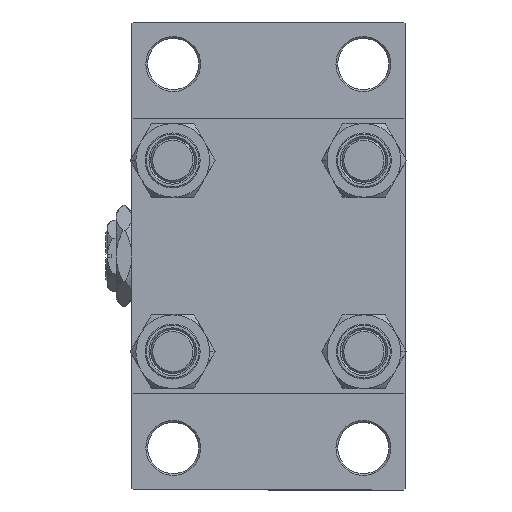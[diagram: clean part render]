
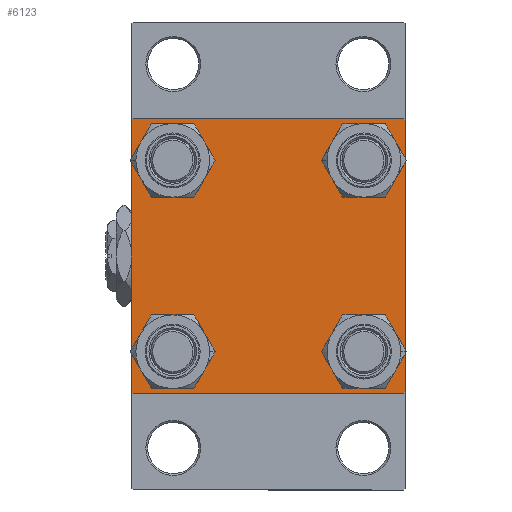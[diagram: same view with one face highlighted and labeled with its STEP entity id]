
A CAD part, left-side view. The second image highlights one B-rep face of the part: STEP entity #6123.
In plain terms, the highlighted planar face has unit normal (-1, 0, 0).
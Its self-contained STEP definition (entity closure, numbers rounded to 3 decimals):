
#86 = VERTEX_POINT ( 'NONE', #1555 ) ;
#113 = VERTEX_POINT ( 'NONE', #39575 ) ;
#265 = VECTOR ( 'NONE', #12513, 1000. ) ;
#360 = LINE ( 'NONE', #48020, #50693 ) ;
#438 = LINE ( 'NONE', #28991, #19449 ) ;
#883 = DIRECTION ( 'NONE',  ( 1., 0., 0. ) ) ;
#980 = CIRCLE ( 'NONE', #27195, 6.5 ) ;
#1555 = CARTESIAN_POINT ( 'NONE',  ( 0., 37., -37.5 ) ) ;
#1673 = ORIENTED_EDGE ( 'NONE', *, *, #48842, .T. ) ;
#1687 = VECTOR ( 'NONE', #38306, 1000. ) ;
#1849 = CARTESIAN_POINT ( 'NONE',  ( 0., 37.5, 37.5 ) ) ;
#1999 = ORIENTED_EDGE ( 'NONE', *, *, #28416, .T. ) ;
#2158 = FACE_BOUND ( 'NONE', #23462, .T. ) ;
#2672 = EDGE_CURVE ( 'NONE', #8782, #31130, #40998, .T. ) ;
#2814 = CARTESIAN_POINT ( 'NONE',  ( 0., 26.15, -26.15 ) ) ;
#3342 = DIRECTION ( 'NONE',  ( 0., -0.707, 0.707 ) ) ;
#4244 = DIRECTION ( 'NONE',  ( 0., 0., 1. ) ) ;
#4628 = FACE_BOUND ( 'NONE', #44906, .T. ) ;
#4883 = PLANE ( 'NONE',  #24236 ) ;
#6000 = EDGE_CURVE ( 'NONE', #17490, #52025, #10612, .T. ) ;
#6123 = ADVANCED_FACE ( 'NONE', ( #4628, #12566, #8859, #2158, #6132 ), #4883, .T. ) ;
#6132 = FACE_OUTER_BOUND ( 'NONE', #21267, .T. ) ;
#6290 = LINE ( 'NONE', #46261, #1687 ) ;
#6374 = ORIENTED_EDGE ( 'NONE', *, *, #16333, .T. ) ;
#6410 = CARTESIAN_POINT ( 'NONE',  ( 0., -37.25, 37.25 ) ) ;
#6913 = CARTESIAN_POINT ( 'NONE',  ( 0., 26.15, 26.15 ) ) ;
#7607 = CARTESIAN_POINT ( 'NONE',  ( 0., -37., 37.5 ) ) ;
#7778 = CARTESIAN_POINT ( 'NONE',  ( 0., -26.15, 32.65 ) ) ;
#7798 = VERTEX_POINT ( 'NONE', #32421 ) ;
#8022 = CARTESIAN_POINT ( 'NONE',  ( 0., -26.15, 19.65 ) ) ;
#8486 = VECTOR ( 'NONE', #47167, 1000. ) ;
#8600 = DIRECTION ( 'NONE',  ( 0., 0., 1. ) ) ;
#8607 = AXIS2_PLACEMENT_3D ( 'NONE', #2814, #47545, #23192 ) ;
#8782 = VERTEX_POINT ( 'NONE', #8022 ) ;
#8859 = FACE_BOUND ( 'NONE', #15485, .T. ) ;
#9109 = DIRECTION ( 'NONE',  ( 0., 0., 1. ) ) ;
#9284 = EDGE_CURVE ( 'NONE', #50379, #11393, #32422, .T. ) ;
#9309 = VECTOR ( 'NONE', #12143, 1000. ) ;
#9829 = ORIENTED_EDGE ( 'NONE', *, *, #30542, .T. ) ;
#10232 = CARTESIAN_POINT ( 'NONE',  ( 0., 26.15, -19.65 ) ) ;
#10523 = ORIENTED_EDGE ( 'NONE', *, *, #37031, .T. ) ;
#10612 = CIRCLE ( 'NONE', #36079, 6.5 ) ;
#11393 = VERTEX_POINT ( 'NONE', #33097 ) ;
#11554 = VECTOR ( 'NONE', #3342, 1000. ) ;
#11732 = VECTOR ( 'NONE', #30149, 1000. ) ;
#11915 = VERTEX_POINT ( 'NONE', #7607 ) ;
#12143 = DIRECTION ( 'NONE',  ( 0., 0., -1. ) ) ;
#12174 = ORIENTED_EDGE ( 'NONE', *, *, #51810, .T. ) ;
#12513 = DIRECTION ( 'NONE',  ( 0., -1., 0. ) ) ;
#12566 = FACE_BOUND ( 'NONE', #25147, .T. ) ;
#12578 = CARTESIAN_POINT ( 'NONE',  ( 0., -26.15, -26.15 ) ) ;
#12632 = CIRCLE ( 'NONE', #19409, 6.5 ) ;
#12938 = VERTEX_POINT ( 'NONE', #24782 ) ;
#14906 = EDGE_CURVE ( 'NONE', #19364, #11915, #17740, .T. ) ;
#14957 = CIRCLE ( 'NONE', #52133, 6.5 ) ;
#15041 = CARTESIAN_POINT ( 'NONE',  ( 0., 37., 37.5 ) ) ;
#15485 = EDGE_LOOP ( 'NONE', ( #1673, #10523 ) ) ;
#15644 = DIRECTION ( 'NONE',  ( 1., 0., 0. ) ) ;
#15956 = EDGE_CURVE ( 'NONE', #12938, #86, #360, .T. ) ;
#15985 = CARTESIAN_POINT ( 'NONE',  ( 0., 26.15, 32.65 ) ) ;
#16333 = EDGE_CURVE ( 'NONE', #19364, #113, #6290, .T. ) ;
#16507 = AXIS2_PLACEMENT_3D ( 'NONE', #48525, #883, #40844 ) ;
#16536 = EDGE_CURVE ( 'NONE', #48883, #11393, #438, .T. ) ;
#16578 = DIRECTION ( 'NONE',  ( 0., 0., -1. ) ) ;
#16933 = VERTEX_POINT ( 'NONE', #15985 ) ;
#17211 = EDGE_CURVE ( 'NONE', #113, #12938, #48923, .T. ) ;
#17431 = ORIENTED_EDGE ( 'NONE', *, *, #9284, .T. ) ;
#17490 = VERTEX_POINT ( 'NONE', #33737 ) ;
#17740 = LINE ( 'NONE', #1849, #11732 ) ;
#19364 = VERTEX_POINT ( 'NONE', #15041 ) ;
#19409 = AXIS2_PLACEMENT_3D ( 'NONE', #6913, #20121, #44220 ) ;
#19449 = VECTOR ( 'NONE', #16578, 1000. ) ;
#19732 = DIRECTION ( 'NONE',  ( 1., 0., 0. ) ) ;
#20121 = DIRECTION ( 'NONE',  ( 1., 0., 0. ) ) ;
#21267 = EDGE_LOOP ( 'NONE', ( #35012, #37869, #12174, #17431, #23990, #9829, #35087, #6374 ) ) ;
#21380 = CARTESIAN_POINT ( 'NONE',  ( 0., 37.5, 37.5 ) ) ;
#22000 = CARTESIAN_POINT ( 'NONE',  ( 0., 26.15, -26.15 ) ) ;
#22014 = EDGE_CURVE ( 'NONE', #31130, #8782, #14957, .T. ) ;
#22265 = DIRECTION ( 'NONE',  ( 1., 0., 0. ) ) ;
#23192 = DIRECTION ( 'NONE',  ( 0., 0., 1. ) ) ;
#23462 = EDGE_LOOP ( 'NONE', ( #1999, #37020 ) ) ;
#23920 = DIRECTION ( 'NONE',  ( 0., -0.707, -0.707 ) ) ;
#23990 = ORIENTED_EDGE ( 'NONE', *, *, #16536, .F. ) ;
#24236 = AXIS2_PLACEMENT_3D ( 'NONE', #28696, #46622, #8600 ) ;
#24660 = CIRCLE ( 'NONE', #8607, 6.5 ) ;
#24782 = CARTESIAN_POINT ( 'NONE',  ( 0., 37.5, -37. ) ) ;
#25147 = EDGE_LOOP ( 'NONE', ( #37210, #34584 ) ) ;
#25256 = DIRECTION ( 'NONE',  ( 0., 0., 1. ) ) ;
#27195 = AXIS2_PLACEMENT_3D ( 'NONE', #39725, #15644, #4244 ) ;
#27211 = CIRCLE ( 'NONE', #50037, 6.5 ) ;
#27409 = DIRECTION ( 'NONE',  ( 0., 0., 1. ) ) ;
#28122 = LINE ( 'NONE', #44287, #265 ) ;
#28416 = EDGE_CURVE ( 'NONE', #16933, #7798, #12632, .T. ) ;
#28696 = CARTESIAN_POINT ( 'NONE',  ( 0., 0., 0. ) ) ;
#28705 = DIRECTION ( 'NONE',  ( 1., 0., 0. ) ) ;
#28952 = CARTESIAN_POINT ( 'NONE',  ( 0., -26.15, 26.15 ) ) ;
#28991 = CARTESIAN_POINT ( 'NONE',  ( 0., -37.5, 37.5 ) ) ;
#29958 = EDGE_CURVE ( 'NONE', #52025, #17490, #39777, .T. ) ;
#30149 = DIRECTION ( 'NONE',  ( 0., -1., 0. ) ) ;
#30542 = EDGE_CURVE ( 'NONE', #48883, #11915, #42927, .T. ) ;
#31130 = VERTEX_POINT ( 'NONE', #7778 ) ;
#31390 = CARTESIAN_POINT ( 'NONE',  ( 0., -37.25, -37.25 ) ) ;
#32135 = ORIENTED_EDGE ( 'NONE', *, *, #22014, .T. ) ;
#32421 = CARTESIAN_POINT ( 'NONE',  ( 0., 26.15, 19.65 ) ) ;
#32422 = LINE ( 'NONE', #31390, #11554 ) ;
#33087 = CARTESIAN_POINT ( 'NONE',  ( 0., -26.15, -32.65 ) ) ;
#33097 = CARTESIAN_POINT ( 'NONE',  ( 0., -37.5, -37. ) ) ;
#33737 = CARTESIAN_POINT ( 'NONE',  ( 0., -26.15, -19.65 ) ) ;
#34584 = ORIENTED_EDGE ( 'NONE', *, *, #29958, .T. ) ;
#35012 = ORIENTED_EDGE ( 'NONE', *, *, #17211, .T. ) ;
#35087 = ORIENTED_EDGE ( 'NONE', *, *, #14906, .F. ) ;
#36079 = AXIS2_PLACEMENT_3D ( 'NONE', #48059, #19732, #27409 ) ;
#37020 = ORIENTED_EDGE ( 'NONE', *, *, #48255, .T. ) ;
#37031 = EDGE_CURVE ( 'NONE', #41072, #39705, #27211, .T. ) ;
#37210 = ORIENTED_EDGE ( 'NONE', *, *, #6000, .T. ) ;
#37513 = CARTESIAN_POINT ( 'NONE',  ( 0., 26.15, -32.65 ) ) ;
#37869 = ORIENTED_EDGE ( 'NONE', *, *, #15956, .T. ) ;
#38045 = CARTESIAN_POINT ( 'NONE',  ( 0., -37., -37.5 ) ) ;
#38306 = DIRECTION ( 'NONE',  ( 0., 0.707, -0.707 ) ) ;
#39068 = CARTESIAN_POINT ( 'NONE',  ( 0., -37.5, 37. ) ) ;
#39575 = CARTESIAN_POINT ( 'NONE',  ( 0., 37.5, 37. ) ) ;
#39705 = VERTEX_POINT ( 'NONE', #10232 ) ;
#39725 = CARTESIAN_POINT ( 'NONE',  ( 0., 26.15, 26.15 ) ) ;
#39777 = CIRCLE ( 'NONE', #41463, 6.5 ) ;
#40844 = DIRECTION ( 'NONE',  ( 0., 0., 1. ) ) ;
#40998 = CIRCLE ( 'NONE', #16507, 6.5 ) ;
#41072 = VERTEX_POINT ( 'NONE', #37513 ) ;
#41463 = AXIS2_PLACEMENT_3D ( 'NONE', #12578, #28705, #25256 ) ;
#41859 = DIRECTION ( 'NONE',  ( 0., 0., 1. ) ) ;
#42927 = LINE ( 'NONE', #6410, #8486 ) ;
#44220 = DIRECTION ( 'NONE',  ( 0., 0., 1. ) ) ;
#44287 = CARTESIAN_POINT ( 'NONE',  ( 0., 37.5, -37.5 ) ) ;
#44906 = EDGE_LOOP ( 'NONE', ( #32135, #45042 ) ) ;
#45042 = ORIENTED_EDGE ( 'NONE', *, *, #2672, .T. ) ;
#46261 = CARTESIAN_POINT ( 'NONE',  ( 0., 37.25, 37.25 ) ) ;
#46622 = DIRECTION ( 'NONE',  ( -1., 0., 0. ) ) ;
#47167 = DIRECTION ( 'NONE',  ( 0., 0.707, 0.707 ) ) ;
#47545 = DIRECTION ( 'NONE',  ( 1., 0., 0. ) ) ;
#48020 = CARTESIAN_POINT ( 'NONE',  ( 0., 37.25, -37.25 ) ) ;
#48059 = CARTESIAN_POINT ( 'NONE',  ( 0., -26.15, -26.15 ) ) ;
#48255 = EDGE_CURVE ( 'NONE', #7798, #16933, #980, .T. ) ;
#48525 = CARTESIAN_POINT ( 'NONE',  ( 0., -26.15, 26.15 ) ) ;
#48842 = EDGE_CURVE ( 'NONE', #39705, #41072, #24660, .T. ) ;
#48883 = VERTEX_POINT ( 'NONE', #39068 ) ;
#48923 = LINE ( 'NONE', #21380, #9309 ) ;
#49090 = DIRECTION ( 'NONE',  ( 1., 0., 0. ) ) ;
#50037 = AXIS2_PLACEMENT_3D ( 'NONE', #22000, #22265, #41859 ) ;
#50379 = VERTEX_POINT ( 'NONE', #38045 ) ;
#50693 = VECTOR ( 'NONE', #23920, 1000. ) ;
#51810 = EDGE_CURVE ( 'NONE', #86, #50379, #28122, .T. ) ;
#52025 = VERTEX_POINT ( 'NONE', #33087 ) ;
#52133 = AXIS2_PLACEMENT_3D ( 'NONE', #28952, #49090, #9109 ) ;
